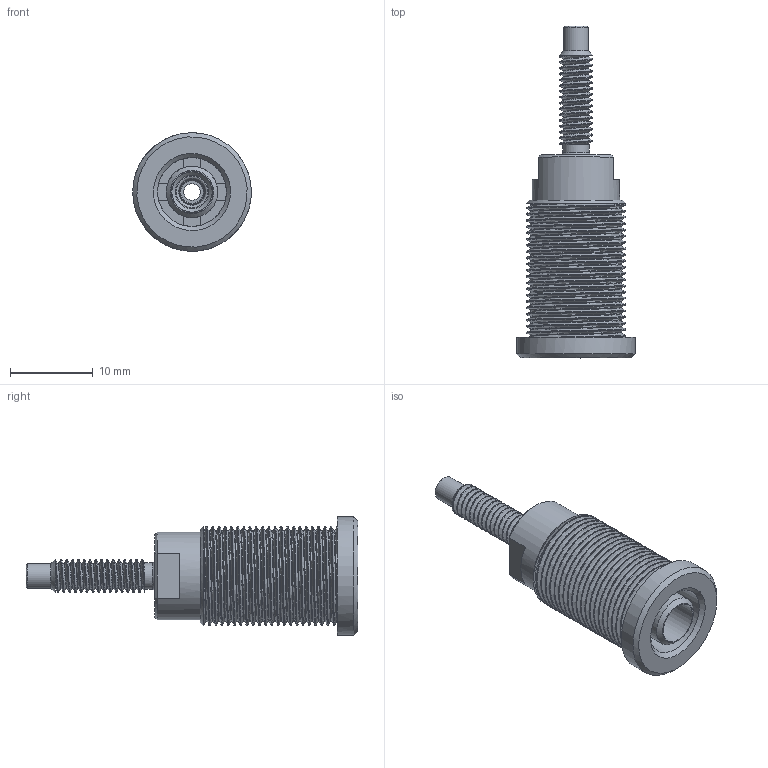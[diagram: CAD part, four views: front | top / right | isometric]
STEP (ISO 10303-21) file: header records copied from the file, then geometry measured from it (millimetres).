
FILE_DESCRIPTION(/* description */ (''),/* implementation_level */ '2;1');
FILE_NAME(/* name */ 'FCR7358GG S16NS M4.stp',/* time_stamp */ '2023-01-11T14:24:43+00:00',/* author */ ('TOttley'),/* organization */ (''),/* preprocessor_version */ 'ST-DEVELOPER v18.1',/* originating_system */ 'Autodesk Inventor 2022',/* authorisation */ '');
FILE_SCHEMA (('AUTOMOTIVE_DESIGN { 1 0 10303 214 3 1 1 }'));
Length unit declared in the file: millimetre
Products named in the file (1): Part1
Bounding box: 14.3 x 39.99 x 14.3 mm (x, y, z)
Volume: 1858 mm3; surface area: 3232.8 mm2
Topology: 1 solids, 1 shells, 110 faces, 293 edges, 191 vertices
Faces by surface type: cylinder 52, plane 34, bspline 12, cone 11, torus 1
Full cylindrical faces by diameter (mm): 1 x1, 2 x1, 3 x1, 3.2 x1, 4 x15, 4.05 x1, 5 x1, 6.2 x1, 7 x1, 8.3 x1, 10.5 x1, 12 x21, 14.3 x1
Entity records: 18817 total; most frequent: CARTESIAN_POINT 16130, ORIENTED_EDGE 582, DIRECTION 437, EDGE_CURVE 291, VERTEX_POINT 191, AXIS2_PLACEMENT_3D 168, EDGE_LOOP 118, B_SPLINE_CURVE_WITH_KNOTS 118
